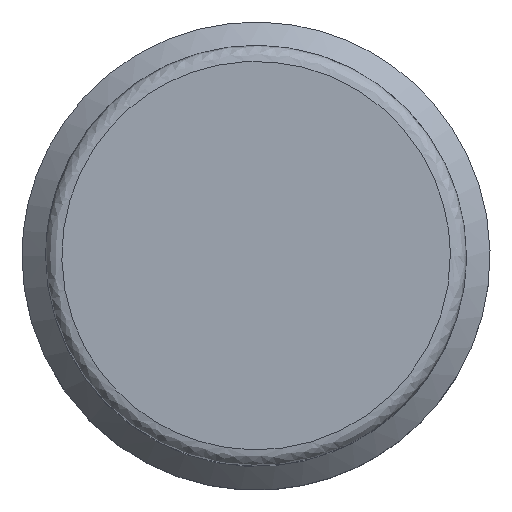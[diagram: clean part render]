
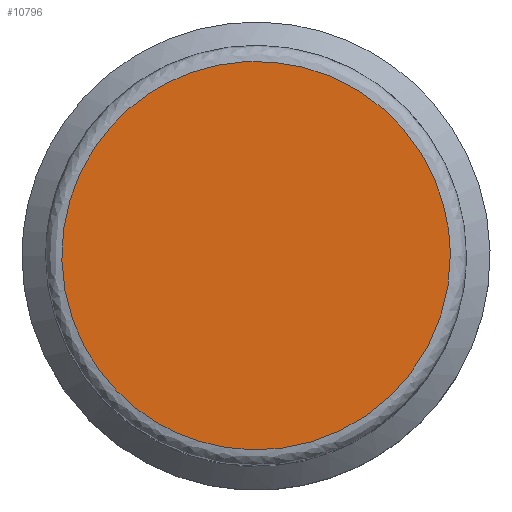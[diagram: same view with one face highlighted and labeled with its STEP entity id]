
A CAD part, top view. The second image highlights one B-rep face of the part: STEP entity #10796.
In plain terms, the highlighted free-form (B-spline) face has degree [1, 1] with [2, 2] control points.
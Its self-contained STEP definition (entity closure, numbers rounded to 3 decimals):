
#10712 = VERTEX_POINT('',#10713);
#10713 = CARTESIAN_POINT('',(26.371,0.,
    59.609));
#10719 = EDGE_CURVE('',#10712,#10712,#10720,.T.);
#10720 = ( BOUNDED_CURVE() B_SPLINE_CURVE(2,(#10721,#10722,#10723,#10724
    ,#10725,#10726,#10727),.UNSPECIFIED.,.T.,.F.) 
B_SPLINE_CURVE_WITH_KNOTS((1,2,2,2,2,1),(-2.094,0.,
    2.094,4.189,6.283,8.378),
.UNSPECIFIED.) CURVE() GEOMETRIC_REPRESENTATION_ITEM() 
RATIONAL_B_SPLINE_CURVE((1.,0.5,1.,0.5,1.,0.5,1.)) REPRESENTATION_ITEM(
  '') );
#10721 = CARTESIAN_POINT('',(26.371,0.,59.609));
#10722 = CARTESIAN_POINT('',(26.371,-45.676,
    59.609));
#10723 = CARTESIAN_POINT('',(-13.186,-22.838,
    59.609));
#10724 = CARTESIAN_POINT('',(-52.743,0.,
    59.609));
#10725 = CARTESIAN_POINT('',(-13.186,22.838,
    59.609));
#10726 = CARTESIAN_POINT('',(26.371,45.676,
    59.609));
#10727 = CARTESIAN_POINT('',(26.371,0.,59.609));
#10796 = ADVANCED_FACE('',(#10797),#10800,.T.);
#10797 = FACE_BOUND('',#10798,.T.);
#10798 = EDGE_LOOP('',(#10799));
#10799 = ORIENTED_EDGE('',*,*,#10719,.F.);
#10800 = B_SPLINE_SURFACE_WITH_KNOTS('',1,1,(
    (#10801,#10802)
    ,(#10803,#10804
    )),.UNSPECIFIED.,.F.,.F.,.F.,(2,2),(2,2),(-18.05,18.05),(-18.05,
    18.05),.PIECEWISE_BEZIER_KNOTS.);
#10801 = CARTESIAN_POINT('',(-26.371,-26.371,
    59.609));
#10802 = CARTESIAN_POINT('',(-26.371,26.371,
    59.609));
#10803 = CARTESIAN_POINT('',(26.371,-26.371,
    59.609));
#10804 = CARTESIAN_POINT('',(26.371,26.371,59.609
    ));
